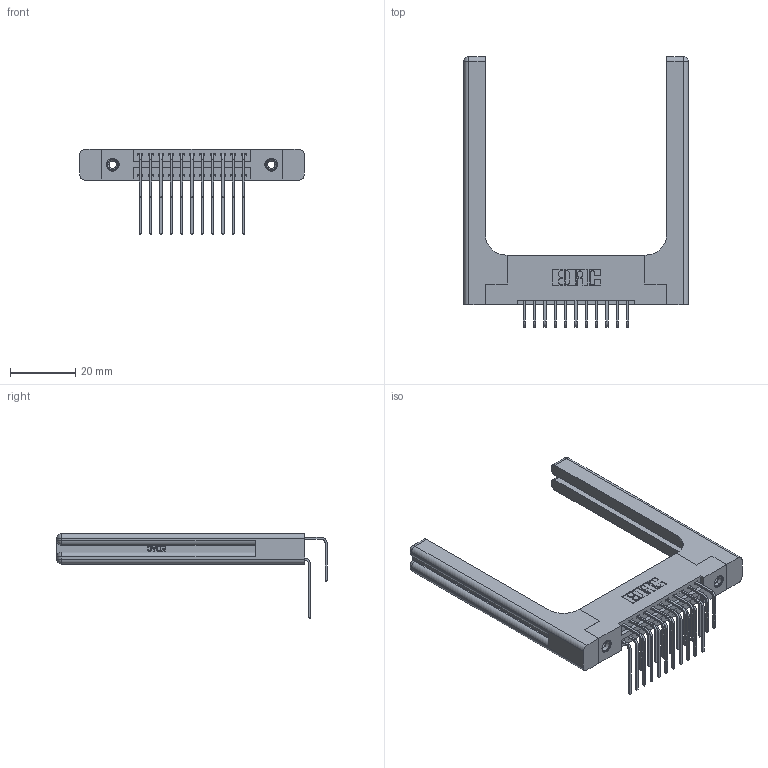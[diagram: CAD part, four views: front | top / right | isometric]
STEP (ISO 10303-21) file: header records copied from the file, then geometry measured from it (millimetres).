
FILE_DESCRIPTION (( 'STEP AP203' ), '1' );
FILE_NAME ('346-022-558-258.STEP', '2022-05-18T22:02:56', ( '' ), ( '' ), 'SwSTEP 2.0', 'SolidWorks 2020', '' );
FILE_SCHEMA (( 'CONFIG_CONTROL_DESIGN' ));
Length unit declared in the file: inch
Products named in the file (6): 346 Part_Flush Mounting Lugs - 0.156 Dia-TH; 345-250-001_345-250-001-102; 346-022-558-258; 345-292-001_558 559 Tail - 1; 346-220-058_345-220-058; 345-292-001_558 Tail - 2
Assembly tree (27 placements, depth 2):
  346-022-558-258
    346 Part_Flush Mounting Lugs - 0.156 Dia-TH
    345-292-001_558 559 Tail - 1  x11
    345-292-001_558 Tail - 2  x11
    345-250-001_345-250-001-102  x2
    346-220-058_345-220-058  x2
Bounding box: 68.99 x 83.12 x 26.16 mm (x, y, z)
Volume: 14089.3 mm3; surface area: 14194.3 mm2
Topology: 27 solids, 27 shells, 1580 faces, 4573 edges, 2998 vertices
Faces by surface type: plane 1052, cylinder 468, bspline 36, cone 12, sphere 8, torus 4
Entity records: 18734 total; most frequent: CARTESIAN_POINT 4194, ORIENTED_EDGE 2872, DIRECTION 2652, EDGE_CURVE 1436, LINE 1128, VECTOR 1128, VERTEX_POINT 946, AXIS2_PLACEMENT_3D 762
